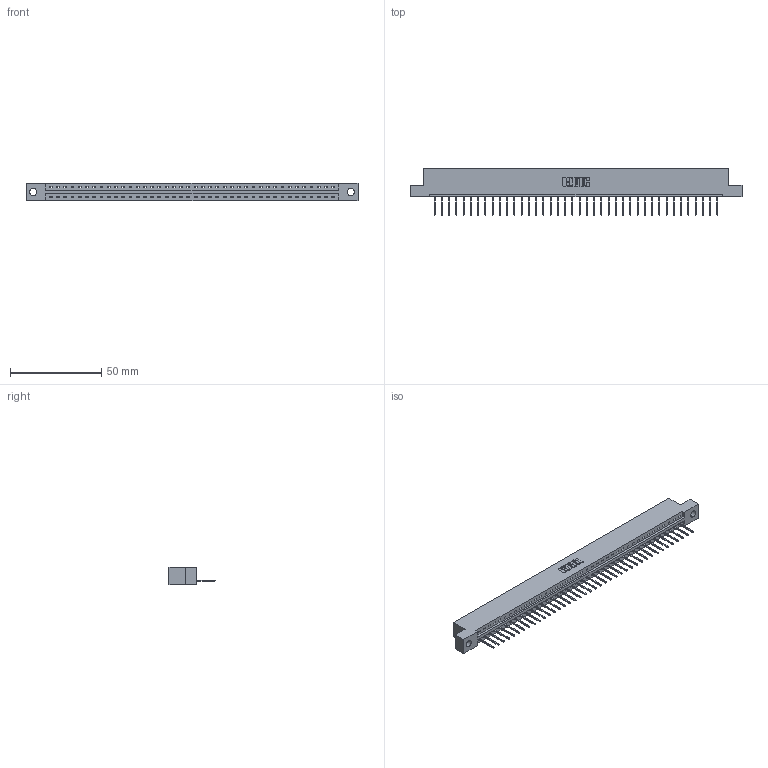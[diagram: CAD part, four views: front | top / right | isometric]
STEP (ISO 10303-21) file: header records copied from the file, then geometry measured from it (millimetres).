
FILE_DESCRIPTION (( 'STEP AP203' ), '1' );
FILE_NAME ('387-040-523-104.STEP', '2018-09-19T10:05:00', ( '' ), ( '' ), 'SwSTEP 2.0', 'SolidWorks 2016', '' );
FILE_SCHEMA (( 'CONFIG_CONTROL_DESIGN' ));
Length unit declared in the file: inch
Products named in the file (3): 337 Part_Flush Mounting Lugs - 0.156 Dia-TH; 345-292-001_345-293-123; 387-040-523-104
Assembly tree (41 placements, depth 2):
  387-040-523-104
    337 Part_Flush Mounting Lugs - 0.156 Dia-TH
    345-292-001_345-293-123  x40
Bounding box: 181.51 x 25.15 x 9.4 mm (x, y, z)
Volume: 18736.4 mm3; surface area: 19180.7 mm2
Topology: 41 solids, 41 shells, 2594 faces, 7831 edges, 5166 vertices
Faces by surface type: plane 1910, cylinder 684
Entity records: 30013 total; most frequent: CARTESIAN_POINT 5234, ORIENTED_EDGE 5210, DIRECTION 4409, EDGE_CURVE 2605, VECTOR 2477, LINE 2477, VERTEX_POINT 1734, AXIS2_PLACEMENT_3D 966
